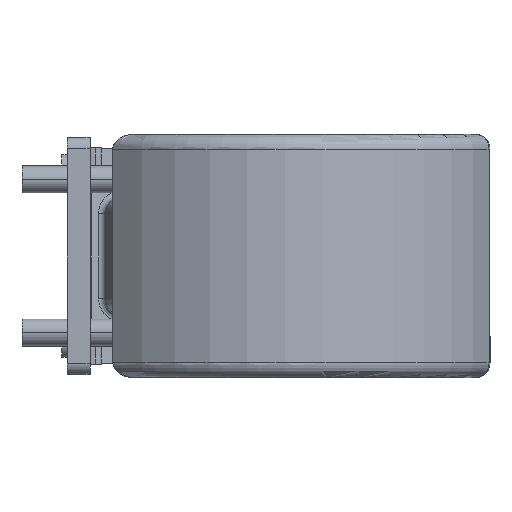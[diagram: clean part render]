
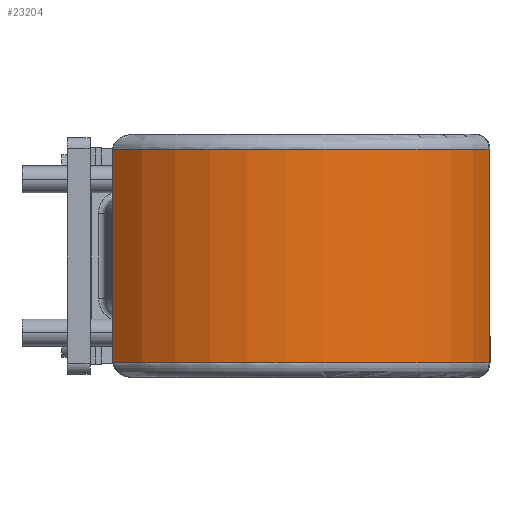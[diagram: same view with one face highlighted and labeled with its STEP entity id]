
A CAD part, left-side view. The second image highlights one B-rep face of the part: STEP entity #23204.
In plain terms, the highlighted cylindrical face has radius 20.161 mm (diameter 40.322 mm), a partial arc.
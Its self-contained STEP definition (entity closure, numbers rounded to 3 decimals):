
#264 = DIRECTION ( 'NONE',  ( 0., 0., -1. ) ) ;
#378 = LINE ( 'NONE', #22213, #5407 ) ;
#1653 = ORIENTED_EDGE ( 'NONE', *, *, #9544, .T. ) ;
#1853 = DIRECTION ( 'NONE',  ( 0., -1., 0. ) ) ;
#2305 = AXIS2_PLACEMENT_3D ( 'NONE', #26733, #3145, #14008 ) ;
#2406 = ORIENTED_EDGE ( 'NONE', *, *, #12542, .F. ) ;
#2436 = VERTEX_POINT ( 'NONE', #5800 ) ;
#2553 = CARTESIAN_POINT ( 'NONE',  ( -0.589, 0.589, 15.825 ) ) ;
#3145 = DIRECTION ( 'NONE',  ( 0., 0., 1. ) ) ;
#4690 = CYLINDRICAL_SURFACE ( 'NONE', #13029, 20.161 ) ;
#4954 = DIRECTION ( 'NONE',  ( 0., 0., -1. ) ) ;
#5407 = VECTOR ( 'NONE', #7342, 1000. ) ;
#5800 = CARTESIAN_POINT ( 'NONE',  ( -14.845, 14.845, 14.525 ) ) ;
#7342 = DIRECTION ( 'NONE',  ( 0., 0., -1. ) ) ;
#9544 = EDGE_CURVE ( 'NONE', #26825, #2436, #13600, .T. ) ;
#9917 = EDGE_CURVE ( 'NONE', #19823, #25383, #22998, .T. ) ;
#12542 = EDGE_CURVE ( 'NONE', #26825, #25383, #378, .T. ) ;
#12613 = CARTESIAN_POINT ( 'NONE',  ( -14.845, 14.845, 15.825 ) ) ;
#13029 = AXIS2_PLACEMENT_3D ( 'NONE', #2553, #4954, #15683 ) ;
#13429 = FACE_OUTER_BOUND ( 'NONE', #27262, .T. ) ;
#13600 = CIRCLE ( 'NONE', #15430, 20.161 ) ;
#14008 = DIRECTION ( 'NONE',  ( 0., -1., 0. ) ) ;
#14063 = VECTOR ( 'NONE', #15013, 1000. ) ;
#15013 = DIRECTION ( 'NONE',  ( 0., 0., -1. ) ) ;
#15430 = AXIS2_PLACEMENT_3D ( 'NONE', #21141, #264, #1853 ) ;
#15683 = DIRECTION ( 'NONE',  ( 0., 1., 0. ) ) ;
#15918 = CARTESIAN_POINT ( 'NONE',  ( -14.845, 14.845, -4.275 ) ) ;
#17907 = ORIENTED_EDGE ( 'NONE', *, *, #9917, .T. ) ;
#18798 = LINE ( 'NONE', #12613, #14063 ) ;
#19823 = VERTEX_POINT ( 'NONE', #15918 ) ;
#21141 = CARTESIAN_POINT ( 'NONE',  ( -0.589, 0.589, 14.525 ) ) ;
#22213 = CARTESIAN_POINT ( 'NONE',  ( -7.729, -18.266, 15.825 ) ) ;
#22945 = ORIENTED_EDGE ( 'NONE', *, *, #27133, .T. ) ;
#22998 = CIRCLE ( 'NONE', #2305, 20.161 ) ;
#23204 = ADVANCED_FACE ( 'NONE', ( #13429 ), #4690, .T. ) ;
#23886 = CARTESIAN_POINT ( 'NONE',  ( -7.729, -18.266, -4.275 ) ) ;
#25383 = VERTEX_POINT ( 'NONE', #23886 ) ;
#26733 = CARTESIAN_POINT ( 'NONE',  ( -0.589, 0.589, -4.275 ) ) ;
#26825 = VERTEX_POINT ( 'NONE', #27053 ) ;
#27053 = CARTESIAN_POINT ( 'NONE',  ( -7.729, -18.266, 14.525 ) ) ;
#27133 = EDGE_CURVE ( 'NONE', #2436, #19823, #18798, .T. ) ;
#27262 = EDGE_LOOP ( 'NONE', ( #22945, #17907, #2406, #1653 ) ) ;
